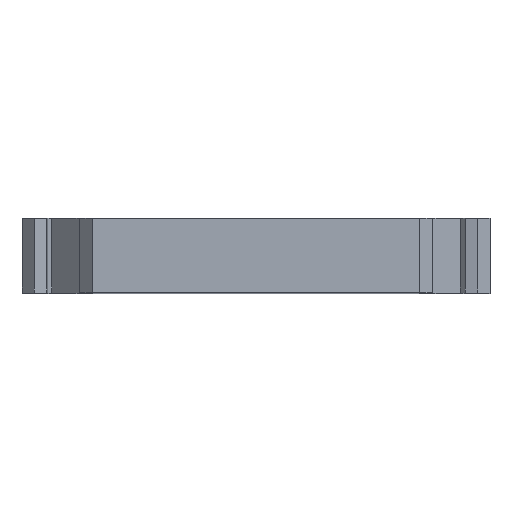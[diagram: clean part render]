
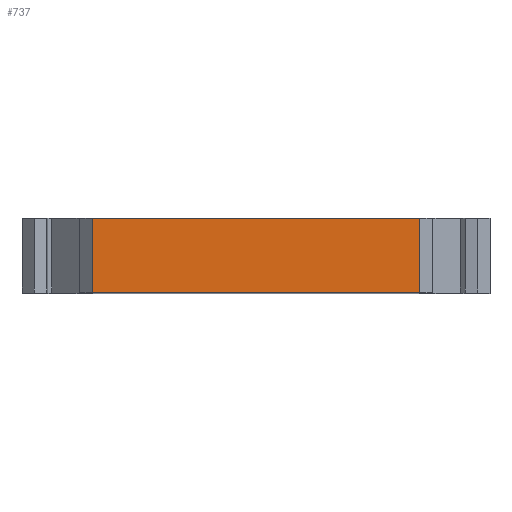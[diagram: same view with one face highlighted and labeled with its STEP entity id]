
A CAD part, top view. The second image highlights one B-rep face of the part: STEP entity #737.
In plain terms, the highlighted planar face has unit normal (0, 0, 1).
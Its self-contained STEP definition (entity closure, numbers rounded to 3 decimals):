
#39=ORIENTED_EDGE('',*,*,#255,.T.);
#40=ORIENTED_EDGE('',*,*,#256,.F.);
#41=ORIENTED_EDGE('',*,*,#257,.F.);
#42=ORIENTED_EDGE('',*,*,#252,.T.);
#252=EDGE_CURVE('',#361,#360,#432,.T.);
#255=EDGE_CURVE('',#360,#363,#435,.T.);
#256=EDGE_CURVE('',#364,#363,#436,.T.);
#257=EDGE_CURVE('',#361,#364,#437,.T.);
#360=VERTEX_POINT('',#1035);
#361=VERTEX_POINT('',#1037);
#363=VERTEX_POINT('',#1043);
#364=VERTEX_POINT('',#1045);
#432=LINE('',#1036,#530);
#435=LINE('',#1042,#533);
#436=LINE('',#1044,#534);
#437=LINE('',#1046,#535);
#530=VECTOR('',#840,1000.);
#533=VECTOR('',#845,1000.);
#534=VECTOR('',#846,1000.);
#535=VECTOR('',#847,1000.);
#628=EDGE_LOOP('',(#39,#40,#41,#42));
#666=FACE_BOUND('',#628,.T.);
#704=PLANE('',#788);
#737=ADVANCED_FACE('',(#666),#704,.F.);
#788=AXIS2_PLACEMENT_3D('',#1041,#843,#844);
#840=DIRECTION('',(0.,-1.,0.));
#843=DIRECTION('',(0.,0.,-1.));
#844=DIRECTION('',(-1.,0.,0.));
#845=DIRECTION('',(1.,0.,0.));
#846=DIRECTION('',(0.,-1.,0.));
#847=DIRECTION('',(1.,0.,0.));
#1035=CARTESIAN_POINT('',(-17.5,0.,29.622));
#1036=CARTESIAN_POINT('',(-17.5,8.,29.622));
#1037=CARTESIAN_POINT('',(-17.5,8.,29.622));
#1041=CARTESIAN_POINT('',(-17.5,8.,29.622));
#1042=CARTESIAN_POINT('',(-17.5,0.,29.622));
#1043=CARTESIAN_POINT('',(17.5,0.,29.622));
#1044=CARTESIAN_POINT('',(17.5,8.,29.622));
#1045=CARTESIAN_POINT('',(17.5,8.,29.622));
#1046=CARTESIAN_POINT('',(-17.5,8.,29.622));
